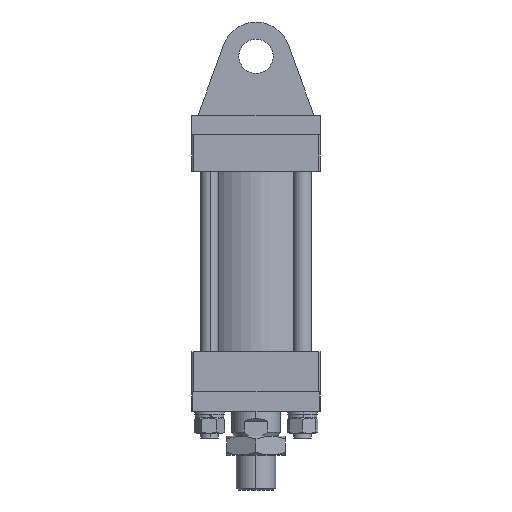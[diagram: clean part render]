
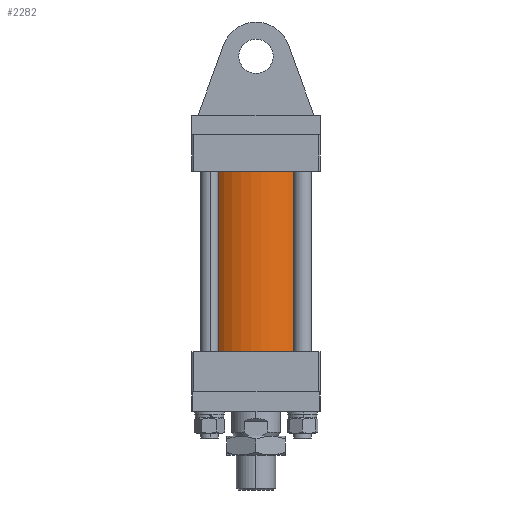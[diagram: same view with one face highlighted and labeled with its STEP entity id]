
A CAD part, left-side view. The second image highlights one B-rep face of the part: STEP entity #2282.
In plain terms, the highlighted cylindrical face has radius 57 mm (diameter 114 mm), a partial arc.
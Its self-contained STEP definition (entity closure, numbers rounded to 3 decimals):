
#200 = ORIENTED_EDGE ( 'NONE', *, *, #7623, .F. ) ;
#277 = ORIENTED_EDGE ( 'NONE', *, *, #5491, .T. ) ;
#346 = ORIENTED_EDGE ( 'NONE', *, *, #5383, .F. ) ;
#377 = ORIENTED_EDGE ( 'NONE', *, *, #7624, .T. ) ;
#1544 = VECTOR ( 'NONE', #5678, 1000. ) ;
#1548 = CIRCLE ( 'NONE', #4365, 57. ) ;
#1552 = LINE ( 'NONE', #5682, #1544 ) ;
#1731 = CIRCLE ( 'NONE', #7556, 57. ) ;
#1868 = VECTOR ( 'NONE', #4048, 1000. ) ;
#1872 = LINE ( 'NONE', #4049, #1868 ) ;
#1903 = CYLINDRICAL_SURFACE ( 'NONE', #5250, 57. ) ;
#2015 = FACE_OUTER_BOUND ( 'NONE', #3579, .T. ) ;
#2282 = ADVANCED_FACE ( 'NONE', ( #2015 ), #1903, .T. ) ;
#3579 = EDGE_LOOP ( 'NONE', ( #200, #377, #277, #346 ) ) ;
#4048 = DIRECTION ( 'NONE',  ( 0., 0., -1. ) ) ;
#4049 = CARTESIAN_POINT ( 'NONE',  ( -57., 0., 92. ) ) ;
#4217 = CARTESIAN_POINT ( 'NONE',  ( 0., 0., -92. ) ) ;
#4218 = DIRECTION ( 'NONE',  ( 0., 0., 1. ) ) ;
#4219 = DIRECTION ( 'NONE',  ( 1., 0., 0. ) ) ;
#4365 = AXIS2_PLACEMENT_3D ( 'NONE', #5683, #5684, #5685 ) ;
#5250 = AXIS2_PLACEMENT_3D ( 'NONE', #7329, #7331, #7334 ) ;
#5383 = EDGE_CURVE ( 'NONE', #8098, #8103, #1872, .T. ) ;
#5491 = EDGE_CURVE ( 'NONE', #8095, #8103, #1731, .T. ) ;
#5678 = DIRECTION ( 'NONE',  ( 0., 0., -1. ) ) ;
#5682 = CARTESIAN_POINT ( 'NONE',  ( 57., 0., 92. ) ) ;
#5683 = CARTESIAN_POINT ( 'NONE',  ( 0., 0., 92. ) ) ;
#5684 = DIRECTION ( 'NONE',  ( 0., 0., 1. ) ) ;
#5685 = DIRECTION ( 'NONE',  ( 1., 0., 0. ) ) ;
#6728 = CARTESIAN_POINT ( 'NONE',  ( 57., 0., 92. ) ) ;
#6840 = CARTESIAN_POINT ( 'NONE',  ( 57., 0., -92. ) ) ;
#6843 = CARTESIAN_POINT ( 'NONE',  ( -57., 0., 92. ) ) ;
#6848 = CARTESIAN_POINT ( 'NONE',  ( -57., 0., -92. ) ) ;
#7329 = CARTESIAN_POINT ( 'NONE',  ( 0., 0., 92. ) ) ;
#7331 = DIRECTION ( 'NONE',  ( 0., 0., -1. ) ) ;
#7334 = DIRECTION ( 'NONE',  ( -1., 0., 0. ) ) ;
#7556 = AXIS2_PLACEMENT_3D ( 'NONE', #4217, #4218, #4219 ) ;
#7623 = EDGE_CURVE ( 'NONE', #7980, #8098, #1548, .T. ) ;
#7624 = EDGE_CURVE ( 'NONE', #7980, #8095, #1552, .T. ) ;
#7980 = VERTEX_POINT ( 'NONE', #6728 ) ;
#8095 = VERTEX_POINT ( 'NONE', #6840 ) ;
#8098 = VERTEX_POINT ( 'NONE', #6843 ) ;
#8103 = VERTEX_POINT ( 'NONE', #6848 ) ;
